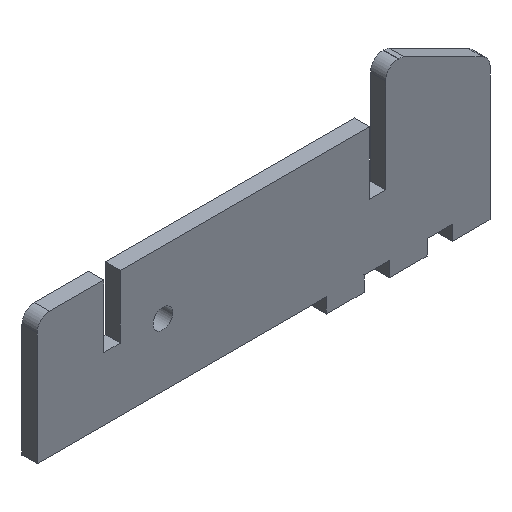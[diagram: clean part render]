
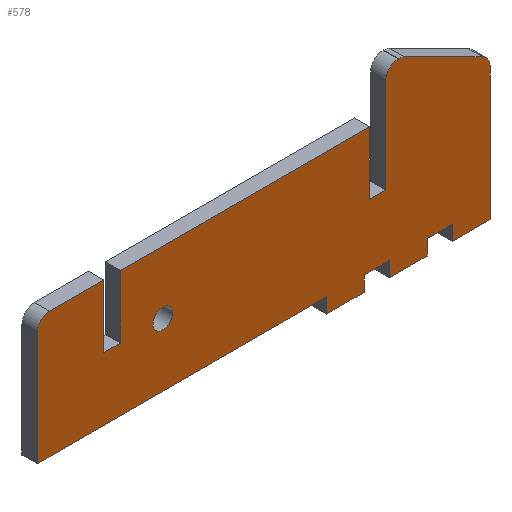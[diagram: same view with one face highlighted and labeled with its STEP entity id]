
A CAD part, isometric view. The second image highlights one B-rep face of the part: STEP entity #578.
In plain terms, the highlighted planar face has unit normal (0, -1, 0).
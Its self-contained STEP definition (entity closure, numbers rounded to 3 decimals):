
#14=FACE_BOUND('',#76,.T.);
#19=PLANE('',#624);
#45=FACE_OUTER_BOUND('',#75,.T.);
#75=EDGE_LOOP('',(#411,#412,#413,#414,#415,#416,#417,#418,#419,#420,#421,
#422,#423,#424,#425,#426,#427,#428,#429,#430,#431,#432,#433,#434,#435,#436,
#437));
#76=EDGE_LOOP('',(#438));
#107=LINE('',#828,#181);
#110=LINE('',#834,#184);
#111=LINE('',#836,#185);
#112=LINE('',#838,#186);
#113=LINE('',#840,#187);
#114=LINE('',#842,#188);
#115=LINE('',#844,#189);
#116=LINE('',#846,#190);
#117=LINE('',#848,#191);
#118=LINE('',#852,#192);
#119=LINE('',#854,#193);
#120=LINE('',#856,#194);
#121=LINE('',#858,#195);
#122=LINE('',#860,#196);
#123=LINE('',#862,#197);
#124=LINE('',#864,#198);
#125=LINE('',#866,#199);
#126=LINE('',#868,#200);
#127=LINE('',#870,#201);
#128=LINE('',#872,#202);
#129=LINE('',#874,#203);
#130=LINE('',#876,#204);
#131=LINE('',#880,#205);
#181=VECTOR('',#672,10.);
#184=VECTOR('',#677,10.);
#185=VECTOR('',#678,10.);
#186=VECTOR('',#679,10.);
#187=VECTOR('',#680,10.);
#188=VECTOR('',#681,10.);
#189=VECTOR('',#682,10.);
#190=VECTOR('',#683,10.);
#191=VECTOR('',#684,10.);
#192=VECTOR('',#687,10.);
#193=VECTOR('',#688,10.);
#194=VECTOR('',#689,10.);
#195=VECTOR('',#690,10.);
#196=VECTOR('',#691,10.);
#197=VECTOR('',#692,10.);
#198=VECTOR('',#693,10.);
#199=VECTOR('',#694,10.);
#200=VECTOR('',#695,10.);
#201=VECTOR('',#696,10.);
#202=VECTOR('',#697,10.);
#203=VECTOR('',#698,10.);
#204=VECTOR('',#699,10.);
#205=VECTOR('',#702,10.);
#254=CIRCLE('',#622,5.);
#255=CIRCLE('',#625,5.);
#256=CIRCLE('',#626,5.);
#257=CIRCLE('',#627,5.);
#258=CIRCLE('',#628,3.9);
#265=VERTEX_POINT('',#821);
#266=VERTEX_POINT('',#823);
#267=VERTEX_POINT('',#827);
#269=VERTEX_POINT('',#833);
#270=VERTEX_POINT('',#835);
#271=VERTEX_POINT('',#837);
#272=VERTEX_POINT('',#839);
#273=VERTEX_POINT('',#841);
#274=VERTEX_POINT('',#843);
#275=VERTEX_POINT('',#845);
#276=VERTEX_POINT('',#847);
#277=VERTEX_POINT('',#849);
#278=VERTEX_POINT('',#851);
#279=VERTEX_POINT('',#853);
#280=VERTEX_POINT('',#855);
#281=VERTEX_POINT('',#857);
#282=VERTEX_POINT('',#859);
#283=VERTEX_POINT('',#861);
#284=VERTEX_POINT('',#863);
#285=VERTEX_POINT('',#865);
#286=VERTEX_POINT('',#867);
#287=VERTEX_POINT('',#869);
#288=VERTEX_POINT('',#871);
#289=VERTEX_POINT('',#873);
#290=VERTEX_POINT('',#875);
#291=VERTEX_POINT('',#877);
#292=VERTEX_POINT('',#879);
#293=VERTEX_POINT('',#882);
#321=EDGE_CURVE('',#265,#266,#254,.T.);
#323=EDGE_CURVE('',#267,#266,#107,.T.);
#326=EDGE_CURVE('',#269,#265,#110,.T.);
#327=EDGE_CURVE('',#270,#269,#111,.T.);
#328=EDGE_CURVE('',#271,#270,#112,.T.);
#329=EDGE_CURVE('',#271,#272,#113,.T.);
#330=EDGE_CURVE('',#272,#273,#114,.T.);
#331=EDGE_CURVE('',#273,#274,#115,.T.);
#332=EDGE_CURVE('',#274,#275,#116,.T.);
#333=EDGE_CURVE('',#275,#276,#117,.T.);
#334=EDGE_CURVE('',#277,#276,#255,.T.);
#335=EDGE_CURVE('',#277,#278,#118,.T.);
#336=EDGE_CURVE('',#278,#279,#119,.T.);
#337=EDGE_CURVE('',#279,#280,#120,.T.);
#338=EDGE_CURVE('',#280,#281,#121,.T.);
#339=EDGE_CURVE('',#282,#281,#122,.T.);
#340=EDGE_CURVE('',#283,#282,#123,.T.);
#341=EDGE_CURVE('',#283,#284,#124,.T.);
#342=EDGE_CURVE('',#284,#285,#125,.T.);
#343=EDGE_CURVE('',#286,#285,#126,.T.);
#344=EDGE_CURVE('',#287,#286,#127,.T.);
#345=EDGE_CURVE('',#287,#288,#128,.T.);
#346=EDGE_CURVE('',#288,#289,#129,.T.);
#347=EDGE_CURVE('',#289,#290,#130,.T.);
#348=EDGE_CURVE('',#291,#290,#256,.T.);
#349=EDGE_CURVE('',#292,#291,#131,.T.);
#350=EDGE_CURVE('',#267,#292,#257,.T.);
#351=EDGE_CURVE('',#293,#293,#258,.T.);
#411=ORIENTED_EDGE('',*,*,#321,.F.);
#412=ORIENTED_EDGE('',*,*,#326,.F.);
#413=ORIENTED_EDGE('',*,*,#327,.F.);
#414=ORIENTED_EDGE('',*,*,#328,.F.);
#415=ORIENTED_EDGE('',*,*,#329,.T.);
#416=ORIENTED_EDGE('',*,*,#330,.T.);
#417=ORIENTED_EDGE('',*,*,#331,.T.);
#418=ORIENTED_EDGE('',*,*,#332,.T.);
#419=ORIENTED_EDGE('',*,*,#333,.T.);
#420=ORIENTED_EDGE('',*,*,#334,.F.);
#421=ORIENTED_EDGE('',*,*,#335,.T.);
#422=ORIENTED_EDGE('',*,*,#336,.T.);
#423=ORIENTED_EDGE('',*,*,#337,.T.);
#424=ORIENTED_EDGE('',*,*,#338,.T.);
#425=ORIENTED_EDGE('',*,*,#339,.F.);
#426=ORIENTED_EDGE('',*,*,#340,.F.);
#427=ORIENTED_EDGE('',*,*,#341,.T.);
#428=ORIENTED_EDGE('',*,*,#342,.T.);
#429=ORIENTED_EDGE('',*,*,#343,.F.);
#430=ORIENTED_EDGE('',*,*,#344,.F.);
#431=ORIENTED_EDGE('',*,*,#345,.T.);
#432=ORIENTED_EDGE('',*,*,#346,.T.);
#433=ORIENTED_EDGE('',*,*,#347,.T.);
#434=ORIENTED_EDGE('',*,*,#348,.F.);
#435=ORIENTED_EDGE('',*,*,#349,.F.);
#436=ORIENTED_EDGE('',*,*,#350,.F.);
#437=ORIENTED_EDGE('',*,*,#323,.T.);
#438=ORIENTED_EDGE('',*,*,#351,.F.);
#578=ADVANCED_FACE('',(#45,#14),#19,.F.);
#622=AXIS2_PLACEMENT_3D('',#824,#667,#668);
#624=AXIS2_PLACEMENT_3D('',#832,#675,#676);
#625=AXIS2_PLACEMENT_3D('',#850,#685,#686);
#626=AXIS2_PLACEMENT_3D('',#878,#700,#701);
#627=AXIS2_PLACEMENT_3D('',#881,#703,#704);
#628=AXIS2_PLACEMENT_3D('',#883,#705,#706);
#667=DIRECTION('center_axis',(0.,1.,0.));
#668=DIRECTION('ref_axis',(-0.707,0.,0.707));
#672=DIRECTION('',(-1.,0.,0.));
#675=DIRECTION('center_axis',(0.,1.,0.));
#676=DIRECTION('ref_axis',(1.,0.,0.));
#677=DIRECTION('',(0.,0.,1.));
#678=DIRECTION('',(1.,0.,0.));
#679=DIRECTION('',(0.,0.,-1.));
#680=DIRECTION('',(-1.,0.,0.));
#681=DIRECTION('',(0.,0.,-1.));
#682=DIRECTION('',(-1.,0.,0.));
#683=DIRECTION('',(0.,0.,1.));
#684=DIRECTION('',(-1.,0.,0.));
#685=DIRECTION('center_axis',(0.,1.,0.));
#686=DIRECTION('ref_axis',(-0.707,0.,0.707));
#687=DIRECTION('',(0.,0.,-1.));
#688=DIRECTION('',(1.,0.,0.));
#689=DIRECTION('',(0.,0.,-1.));
#690=DIRECTION('',(1.,0.,0.));
#691=DIRECTION('',(0.,0.,-1.));
#692=DIRECTION('',(-1.,0.,0.));
#693=DIRECTION('',(0.,0.,-1.));
#694=DIRECTION('',(1.,0.,0.));
#695=DIRECTION('',(0.,0.,-1.));
#696=DIRECTION('',(-1.,0.,0.));
#697=DIRECTION('',(0.,0.,-1.));
#698=DIRECTION('',(1.,0.,0.));
#699=DIRECTION('',(0.,0.,1.));
#700=DIRECTION('center_axis',(0.,1.,0.));
#701=DIRECTION('ref_axis',(0.851,0.,0.526));
#702=DIRECTION('',(0.894,0.,-0.447));
#703=DIRECTION('center_axis',(0.,1.,0.));
#704=DIRECTION('ref_axis',(0.23,0.,0.973));
#705=DIRECTION('center_axis',(0.,-1.,0.));
#706=DIRECTION('ref_axis',(1.,0.,0.));
#821=CARTESIAN_POINT('',(138.5,0.,62.5));
#823=CARTESIAN_POINT('',(143.5,0.,67.5));
#824=CARTESIAN_POINT('Origin',(143.5,0.,62.5));
#827=CARTESIAN_POINT('',(143.82,0.,67.5));
#828=CARTESIAN_POINT('',(145.,0.,67.5));
#832=CARTESIAN_POINT('Origin',(90.,0.,30.75));
#833=CARTESIAN_POINT('',(138.5,0.,25.));
#834=CARTESIAN_POINT('',(138.5,0.,25.));
#835=CARTESIAN_POINT('',(132.,0.,25.));
#836=CARTESIAN_POINT('',(132.,0.,25.));
#837=CARTESIAN_POINT('',(132.,0.,50.));
#838=CARTESIAN_POINT('',(132.,0.,50.));
#839=CARTESIAN_POINT('',(33.,0.,50.));
#840=CARTESIAN_POINT('',(180.,0.,50.));
#841=CARTESIAN_POINT('',(33.,0.,25.));
#842=CARTESIAN_POINT('',(33.,0.,50.));
#843=CARTESIAN_POINT('',(26.5,0.,25.));
#844=CARTESIAN_POINT('',(33.,0.,25.));
#845=CARTESIAN_POINT('',(26.5,0.,50.));
#846=CARTESIAN_POINT('',(26.5,0.,25.));
#847=CARTESIAN_POINT('',(5.,0.,50.));
#848=CARTESIAN_POINT('',(180.,0.,50.));
#849=CARTESIAN_POINT('',(0.,0.,45.));
#850=CARTESIAN_POINT('Origin',(5.,0.,45.));
#851=CARTESIAN_POINT('',(0.,0.,0.));
#852=CARTESIAN_POINT('',(0.,0.,50.));
#853=CARTESIAN_POINT('',(115.,0.,0.));
#854=CARTESIAN_POINT('',(0.,0.,0.));
#855=CARTESIAN_POINT('',(115.,0.,-6.));
#856=CARTESIAN_POINT('',(115.,0.,0.));
#857=CARTESIAN_POINT('',(130.,0.,-6.));
#858=CARTESIAN_POINT('',(115.,0.,-6.));
#859=CARTESIAN_POINT('',(130.,0.,0.));
#860=CARTESIAN_POINT('',(130.,0.,0.));
#861=CARTESIAN_POINT('',(140.,0.,0.));
#862=CARTESIAN_POINT('',(180.,0.,0.));
#863=CARTESIAN_POINT('',(140.,0.,-6.));
#864=CARTESIAN_POINT('',(140.,0.,0.));
#865=CARTESIAN_POINT('',(155.,0.,-6.));
#866=CARTESIAN_POINT('',(115.,0.,-6.));
#867=CARTESIAN_POINT('',(155.,0.,0.));
#868=CARTESIAN_POINT('',(155.,0.,0.));
#869=CARTESIAN_POINT('',(165.,0.,0.));
#870=CARTESIAN_POINT('',(180.,0.,0.));
#871=CARTESIAN_POINT('',(165.,0.,-6.));
#872=CARTESIAN_POINT('',(165.,0.,0.));
#873=CARTESIAN_POINT('',(180.,0.,-6.));
#874=CARTESIAN_POINT('',(115.,0.,-6.));
#875=CARTESIAN_POINT('',(180.,0.,46.91));
#876=CARTESIAN_POINT('',(180.,0.,0.));
#877=CARTESIAN_POINT('',(177.236,0.,51.382));
#878=CARTESIAN_POINT('Origin',(175.,0.,46.91));
#879=CARTESIAN_POINT('',(146.056,0.,66.972));
#880=CARTESIAN_POINT('',(145.,0.,67.5));
#881=CARTESIAN_POINT('Origin',(143.82,0.,62.5));
#882=CARTESIAN_POINT('',(46.1,0.,25.));
#883=CARTESIAN_POINT('Origin',(50.,0.,25.));
